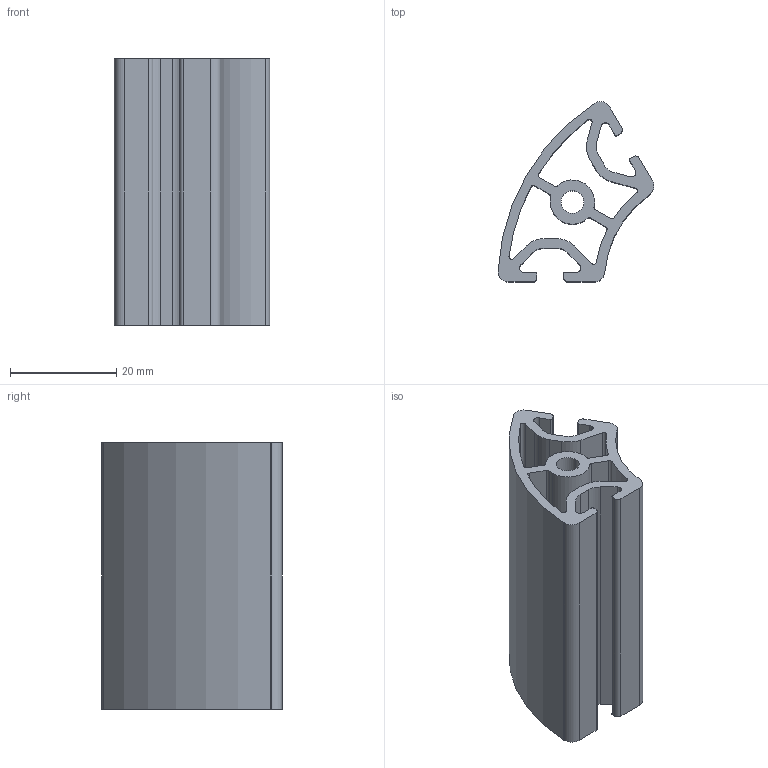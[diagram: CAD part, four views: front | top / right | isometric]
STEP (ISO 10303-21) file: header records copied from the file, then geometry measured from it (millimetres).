
FILE_DESCRIPTION (( 'STEP AP214' ), '1' );
FILE_NAME ('BASE05E0049-Profilé 5 R20_40-60°.step', '2023-03-24T09:35:05', ( 'Altae' ), ( '' ), 'SwSTEP 2.0', 'SolidWorks 2021', '' );
FILE_SCHEMA (( 'AUTOMOTIVE_DESIGN' ));
Length unit declared in the file: millimetre
Products named in the file (1): BASE05E0049-Profilé 5 R20_40-60°
Bounding box: 29.26 x 33.86 x 50 mm (x, y, z)
Volume: 14013 mm3; surface area: 14197.2 mm2
Topology: 1 solids, 1 shells, 85 faces, 249 edges, 166 vertices
Faces by surface type: cylinder 55, plane 30
Entity records: 2919 total; most frequent: DIRECTION 531, CARTESIAN_POINT 501, ORIENTED_EDGE 498, EDGE_CURVE 249, AXIS2_PLACEMENT_3D 196, VERTEX_POINT 166, LINE 139, VECTOR 139
